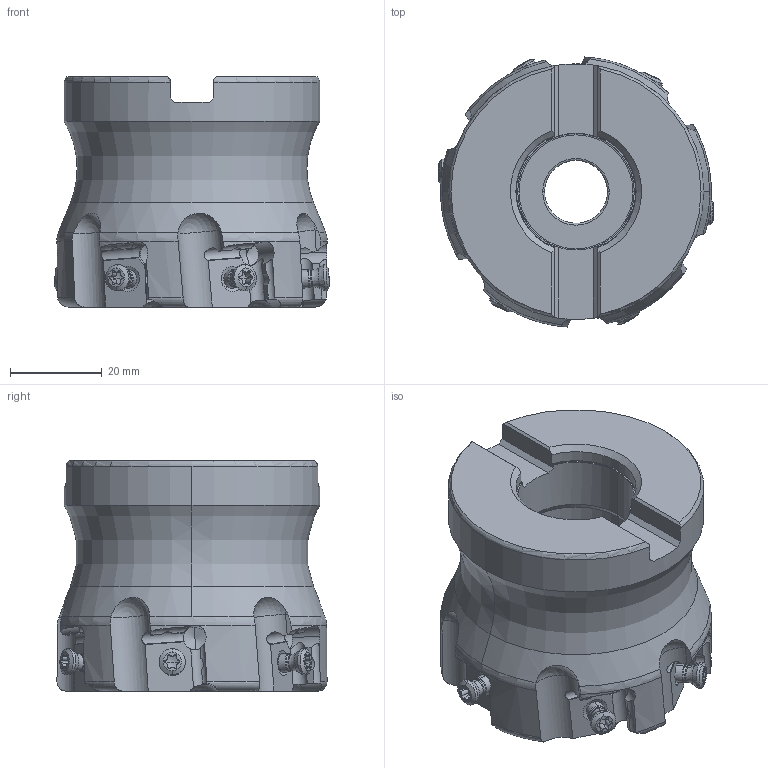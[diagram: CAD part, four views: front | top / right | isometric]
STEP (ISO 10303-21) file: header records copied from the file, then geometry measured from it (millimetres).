
FILE_DESCRIPTION(/* description */ (''),/* implementation_level */ '2;1');
FILE_NAME(/* name */ 'VOX400UR2506C.stp',/* time_stamp */ '2019-03-26T13:44:40+09:00',/* author */ (''),/* organization */ (''),/* preprocessor_version */ 'ST-DEVELOPER v16',/* originating_system */ 'SIEMENS PLM Software NX 10.0',/* authorisation */ '');
FILE_SCHEMA (('AUTOMOTIVE_DESIGN { 1 0 10303 214 3 1 1 1 }'));
Length unit declared in the file: millimetre
Products named in the file (1): VOX400UR2506C_ASM
Bounding box: 59.86 x 58.8 x 50.1 mm (x, y, z)
Volume: 88513.5 mm3; surface area: 19636.2 mm2
Topology: 7 solids, 7 shells, 505 faces, 1488 edges, 968 vertices
Faces by surface type: cylinder 222, plane 105, cone 102, torus 52, sphere 24
Entity records: 22013 total; most frequent: CARTESIAN_POINT 8683, ORIENTED_EDGE 2904, DIRECTION 2702, EDGE_CURVE 1452, AXIS2_PLACEMENT_3D 1124, VERTEX_POINT 968, CIRCLE 558, EDGE_LOOP 526
